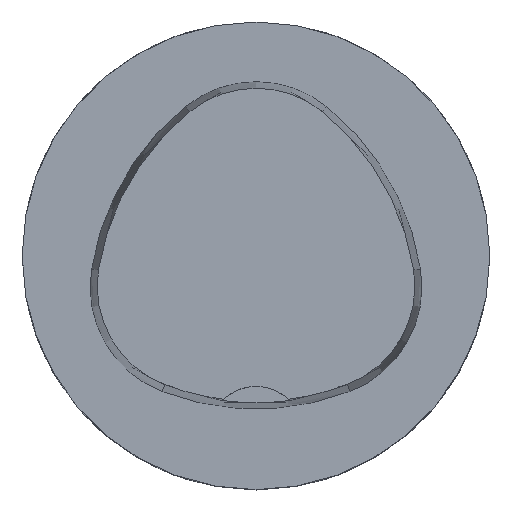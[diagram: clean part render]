
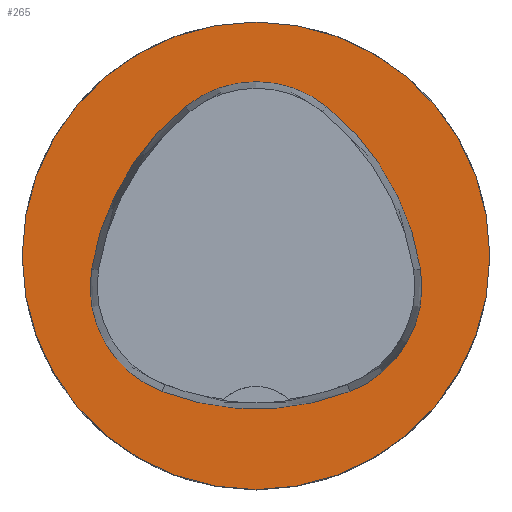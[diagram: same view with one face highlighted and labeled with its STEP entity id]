
A CAD part, top view. The second image highlights one B-rep face of the part: STEP entity #265.
In plain terms, the highlighted planar face has unit normal (0, 0, 1).
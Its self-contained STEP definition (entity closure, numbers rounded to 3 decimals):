
#231=FACE_BOUND('',#381,.T.);
#232=FACE_BOUND('',#382,.T.);
#265=ADVANCED_FACE('',(#231,#232),#287,.T.);
#287=PLANE('',#874);
#381=EDGE_LOOP('',(#496,#497,#498,#499,#500,#501));
#382=EDGE_LOOP('',(#502));
#496=ORIENTED_EDGE('',*,*,#658,.T.);
#497=ORIENTED_EDGE('',*,*,#638,.T.);
#498=ORIENTED_EDGE('',*,*,#642,.T.);
#499=ORIENTED_EDGE('',*,*,#645,.T.);
#500=ORIENTED_EDGE('',*,*,#648,.T.);
#501=ORIENTED_EDGE('',*,*,#656,.T.);
#502=ORIENTED_EDGE('',*,*,#629,.F.);
#572=VERTEX_POINT('',#1225);
#581=VERTEX_POINT('',#1244);
#582=VERTEX_POINT('',#1245);
#585=VERTEX_POINT('',#1253);
#587=VERTEX_POINT('',#1259);
#589=VERTEX_POINT('',#1265);
#596=VERTEX_POINT('',#1286);
#629=EDGE_CURVE('',#572,#572,#693,.T.);
#638=EDGE_CURVE('',#581,#582,#694,.T.);
#642=EDGE_CURVE('',#582,#585,#696,.T.);
#645=EDGE_CURVE('',#585,#587,#698,.T.);
#648=EDGE_CURVE('',#587,#589,#700,.T.);
#656=EDGE_CURVE('',#589,#596,#704,.T.);
#658=EDGE_CURVE('',#596,#581,#706,.T.);
#693=CIRCLE('',#845,25.);
#694=CIRCLE('',#851,28.);
#696=CIRCLE('',#854,12.);
#698=CIRCLE('',#857,28.);
#700=CIRCLE('',#860,12.);
#704=CIRCLE('',#865,28.);
#706=CIRCLE('',#868,12.);
#845=AXIS2_PLACEMENT_3D('',#1224,#1009,#1010);
#851=AXIS2_PLACEMENT_3D('',#1243,#1025,#1026);
#854=AXIS2_PLACEMENT_3D('',#1252,#1033,#1034);
#857=AXIS2_PLACEMENT_3D('',#1258,#1040,#1041);
#860=AXIS2_PLACEMENT_3D('',#1264,#1047,#1048);
#865=AXIS2_PLACEMENT_3D('',#1287,#1059,#1060);
#868=AXIS2_PLACEMENT_3D('',#1290,#1065,#1066);
#874=AXIS2_PLACEMENT_3D('',#1296,#1077,#1078);
#1009=DIRECTION('',(0.,0.,-1.));
#1010=DIRECTION('',(-1.,0.,0.));
#1025=DIRECTION('',(0.,0.,-1.));
#1026=DIRECTION('',(-1.,0.,0.));
#1033=DIRECTION('',(0.,0.,-1.));
#1034=DIRECTION('',(-1.,0.,0.));
#1040=DIRECTION('',(0.,0.,-1.));
#1041=DIRECTION('',(-1.,0.,0.));
#1047=DIRECTION('',(0.,0.,-1.));
#1048=DIRECTION('',(-1.,0.,0.));
#1059=DIRECTION('',(0.,0.,-1.));
#1060=DIRECTION('',(-1.,0.,0.));
#1065=DIRECTION('',(0.,0.,-1.));
#1066=DIRECTION('',(-1.,0.,0.));
#1077=DIRECTION('',(0.,0.,1.));
#1078=DIRECTION('',(-1.,0.,0.));
#1224=CARTESIAN_POINT('',(0.,0.,0.));
#1225=CARTESIAN_POINT('',(-25.,0.,0.));
#1243=CARTESIAN_POINT('',(10.068,-5.824,0.));
#1244=CARTESIAN_POINT('',(-17.584,-1.424,0.));
#1245=CARTESIAN_POINT('',(-7.531,15.953,0.));
#1252=CARTESIAN_POINT('',(0.011,6.62,0.));
#1253=CARTESIAN_POINT('',(7.567,15.942,0.));
#1258=CARTESIAN_POINT('',(-10.063,-5.81,0.));
#1259=CARTESIAN_POINT('',(17.59,-1.418,0.));
#1264=CARTESIAN_POINT('',(5.739,-3.3,0.));
#1265=CARTESIAN_POINT('',(10.05,-14.499,0.));
#1286=CARTESIAN_POINT('',(-10.025,-14.516,0.));
#1287=CARTESIAN_POINT('',(-0.01,11.631,0.));
#1290=CARTESIAN_POINT('',(-5.733,-3.31,0.));
#1296=CARTESIAN_POINT('',(0.,0.,0.));
